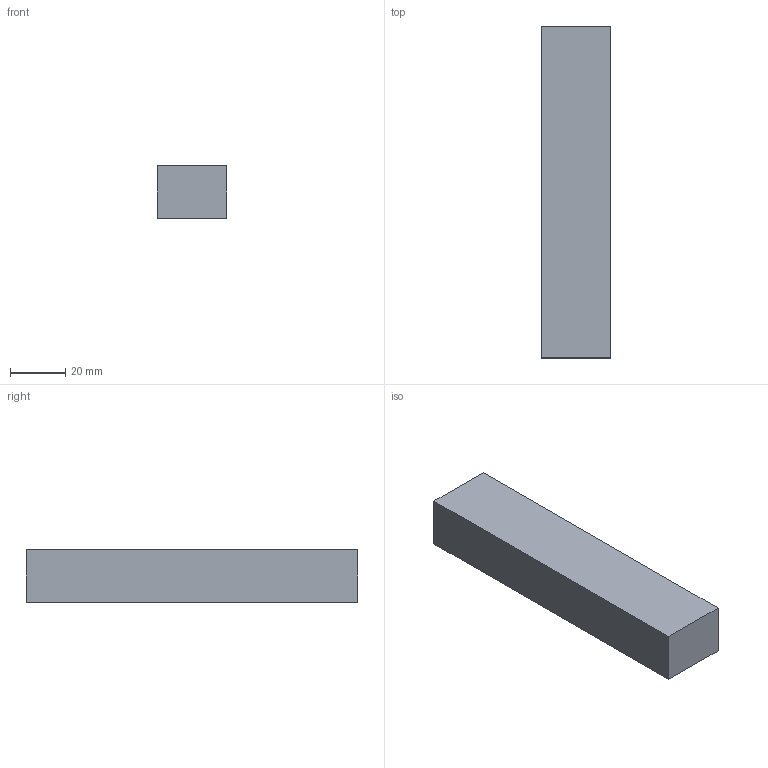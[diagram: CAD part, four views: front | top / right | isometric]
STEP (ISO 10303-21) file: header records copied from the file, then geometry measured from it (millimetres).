
FILE_DESCRIPTION(/* description */ (''),/* implementation_level */ '2;1');
FILE_NAME(/* name */ 'vbeam2_ipt_2dff2c0e.STEP',/* time_stamp */ '2018-02-13T23:11:26-05:00',/* author */ ('CIT-Labs'),/* organization */ (''),/* preprocessor_version */ 'ST-DEVELOPER v16.13',/* originating_system */ 'Autodesk Inventor 2018',/* authorisation */ '');
FILE_SCHEMA (('AUTOMOTIVE_DESIGN { 1 0 10303 214 3 1 1 }'));
Length unit declared in the file: inch
Products named in the file (1): vbeam2
Bounding box: 25.4 x 120.65 x 19.05 mm (x, y, z)
Volume: 57360.8 mm3; surface area: 12263.6 mm2
Topology: 1 solids, 1 shells, 8 faces, 15 edges, 10 vertices
Faces by surface type: plane 7, cylinder 1
Full cylindrical faces by diameter (mm): 7.144 x1
Entity records: 237 total; most frequent: DIRECTION 34, CARTESIAN_POINT 33, ORIENTED_EDGE 28, EDGE_CURVE 14, LINE 12, VECTOR 12, AXIS2_PLACEMENT_3D 11, EDGE_LOOP 10
